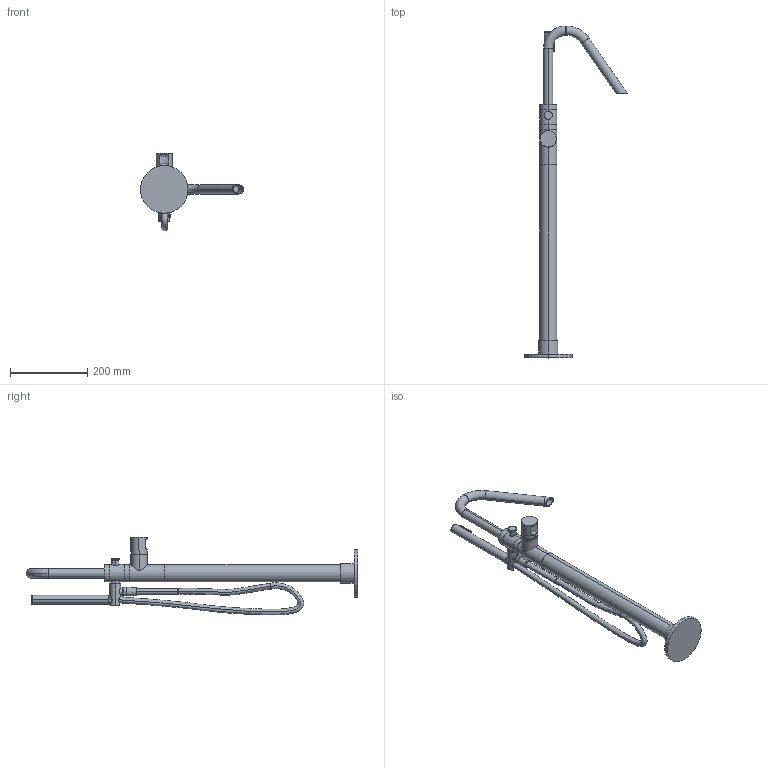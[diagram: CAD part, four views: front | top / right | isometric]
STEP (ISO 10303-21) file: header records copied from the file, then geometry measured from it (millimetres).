
FILE_DESCRIPTION (( 'STEP AP214' ), '1' );
FILE_NAME ('24153.STEP', '2024-02-08T14:12:20', ( '' ), ( '' ), 'SwSTEP 2.0', 'SolidWorks 2018', '' );
FILE_SCHEMA (( 'AUTOMOTIVE_DESIGN' ));
Length unit declared in the file: millimetre
Products named in the file (6): 985; 984; 0101500802; 0100900410; 9153; 24153
Assembly tree (5 placements, depth 2):
  24153
    9153
    984
    985
    0101500802
    0100900410
Bounding box: 266.38 x 858.7 x 201.75 mm (x, y, z)
Volume: 1687017.4 mm3; surface area: 252753.4 mm2
Topology: 5 solids, 5 shells, 465 faces, 980 edges, 602 vertices
Faces by surface type: cylinder 187, plane 101, torus 86, cone 77, bspline 14
Entity records: 21638 total; most frequent: CARTESIAN_POINT 9032, DIRECTION 2267, ORIENTED_EDGE 1956, AXIS2_PLACEMENT_3D 990, EDGE_CURVE 978, VERTEX_POINT 602, EDGE_LOOP 550, CIRCLE 531
